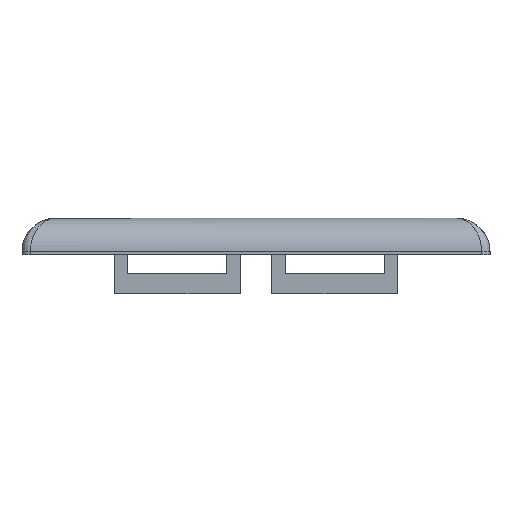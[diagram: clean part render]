
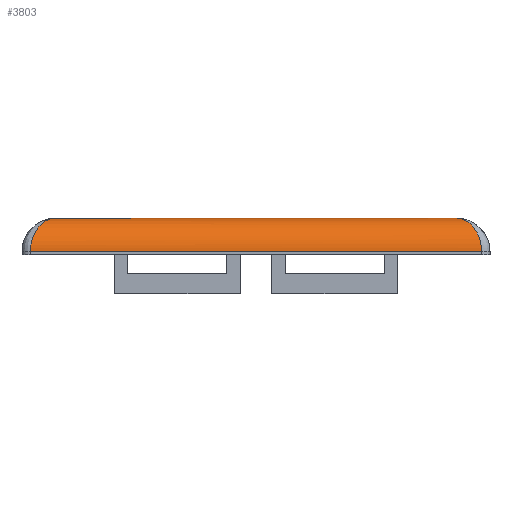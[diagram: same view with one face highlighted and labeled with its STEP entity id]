
A CAD part, front view. The second image highlights one B-rep face of the part: STEP entity #3803.
In plain terms, the highlighted cylindrical face has radius 5 mm (diameter 10 mm), a partial arc.
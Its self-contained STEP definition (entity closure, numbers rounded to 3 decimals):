
#61 = EDGE_CURVE ( 'NONE', #4742, #4828, #1784, .T. ) ;
#91 = EDGE_CURVE ( 'NONE', #4808, #4819, #1736, .T. ) ;
#588 = DIRECTION ( 'NONE',  ( -1., 0., 0. ) ) ;
#609 = CARTESIAN_POINT ( 'NONE',  ( -35., -57.25, 0.5 ) ) ;
#674 = CARTESIAN_POINT ( 'NONE',  ( 35., -52.25, 5.5 ) ) ;
#677 = DIRECTION ( 'NONE',  ( 1., 0., 0. ) ) ;
#1030 = CYLINDRICAL_SURFACE ( 'NONE', #4446, 5. ) ;
#1037 = FACE_OUTER_BOUND ( 'NONE', #3408, .T. ) ;
#1271 = EDGE_CURVE ( 'NONE', #4808, #4828, #4394, .T. ) ;
#1272 = EDGE_CURVE ( 'NONE', #4742, #4819, #4396, .T. ) ;
#1726 = VECTOR ( 'NONE', #588, 1000. ) ;
#1736 = LINE ( 'NONE', #609, #1726 ) ;
#1780 = VECTOR ( 'NONE', #677, 1000. ) ;
#1784 = LINE ( 'NONE', #674, #1780 ) ;
#2928 = ORIENTED_EDGE ( 'NONE', *, *, #91, .F. ) ;
#2929 = ORIENTED_EDGE ( 'NONE', *, *, #1271, .T. ) ;
#2934 = ORIENTED_EDGE ( 'NONE', *, *, #61, .F. ) ;
#2937 = ORIENTED_EDGE ( 'NONE', *, *, #1272, .T. ) ;
#3253 = CARTESIAN_POINT ( 'NONE',  ( -33.73, -57.25, 0.5 ) ) ;
#3361 = CARTESIAN_POINT ( 'NONE',  ( 30., -52.25, 5.5 ) ) ;
#3408 = EDGE_LOOP ( 'NONE', ( #2928, #2929, #2934, #2937 ) ) ;
#3803 = ADVANCED_FACE ( 'NONE', ( #1037 ), #1030, .T. ) ;
#3812 = CARTESIAN_POINT ( 'NONE',  ( 33.73, -57.25, 0.5 ) ) ;
#3815 = CARTESIAN_POINT ( 'NONE',  ( -30., -52.25, 5.5 ) ) ;
#4394 =( BOUNDED_CURVE ( )  B_SPLINE_CURVE ( 3, ( #5540, #5560, #5557, #5535 ),
 .UNSPECIFIED., .F., .F. ) 
 B_SPLINE_CURVE_WITH_KNOTS ( ( 4, 4 ),
 ( 0., 1.571 ),
 .UNSPECIFIED. ) 
 CURVE ( )  GEOMETRIC_REPRESENTATION_ITEM ( )  RATIONAL_B_SPLINE_CURVE ( ( 1., 0.805, 0.805, 1. ) ) 
 REPRESENTATION_ITEM ( '' )  );
#4396 =( BOUNDED_CURVE ( )  B_SPLINE_CURVE ( 3, ( #5520, #5542, #5516, #5514 ),
 .UNSPECIFIED., .F., .F. ) 
 B_SPLINE_CURVE_WITH_KNOTS ( ( 4, 4 ),
 ( 4.712, 6.283 ),
 .UNSPECIFIED. ) 
 CURVE ( )  GEOMETRIC_REPRESENTATION_ITEM ( )  RATIONAL_B_SPLINE_CURVE ( ( 1., 0.805, 0.805, 1. ) ) 
 REPRESENTATION_ITEM ( '' )  );
#4446 = AXIS2_PLACEMENT_3D ( 'NONE', #5064, #5066, #5069 ) ;
#4742 = VERTEX_POINT ( 'NONE', #3815 ) ;
#4808 = VERTEX_POINT ( 'NONE', #3812 ) ;
#4819 = VERTEX_POINT ( 'NONE', #3253 ) ;
#4828 = VERTEX_POINT ( 'NONE', #3361 ) ;
#5064 = CARTESIAN_POINT ( 'NONE',  ( -35., -52.25, 0.5 ) ) ;
#5066 = DIRECTION ( 'NONE',  ( -1., 0., 0. ) ) ;
#5069 = DIRECTION ( 'NONE',  ( 0., -1., 0. ) ) ;
#5514 = CARTESIAN_POINT ( 'NONE',  ( -33.73, -57.25, 0.5 ) ) ;
#5516 = CARTESIAN_POINT ( 'NONE',  ( -33.73, -57.25, 3.429 ) ) ;
#5520 = CARTESIAN_POINT ( 'NONE',  ( -30., -52.25, 5.5 ) ) ;
#5535 = CARTESIAN_POINT ( 'NONE',  ( 30., -52.25, 5.5 ) ) ;
#5540 = CARTESIAN_POINT ( 'NONE',  ( 33.73, -57.25, 0.5 ) ) ;
#5542 = CARTESIAN_POINT ( 'NONE',  ( -32.185, -55.179, 5.5 ) ) ;
#5557 = CARTESIAN_POINT ( 'NONE',  ( 32.185, -55.179, 5.5 ) ) ;
#5560 = CARTESIAN_POINT ( 'NONE',  ( 33.73, -57.25, 3.429 ) ) ;
